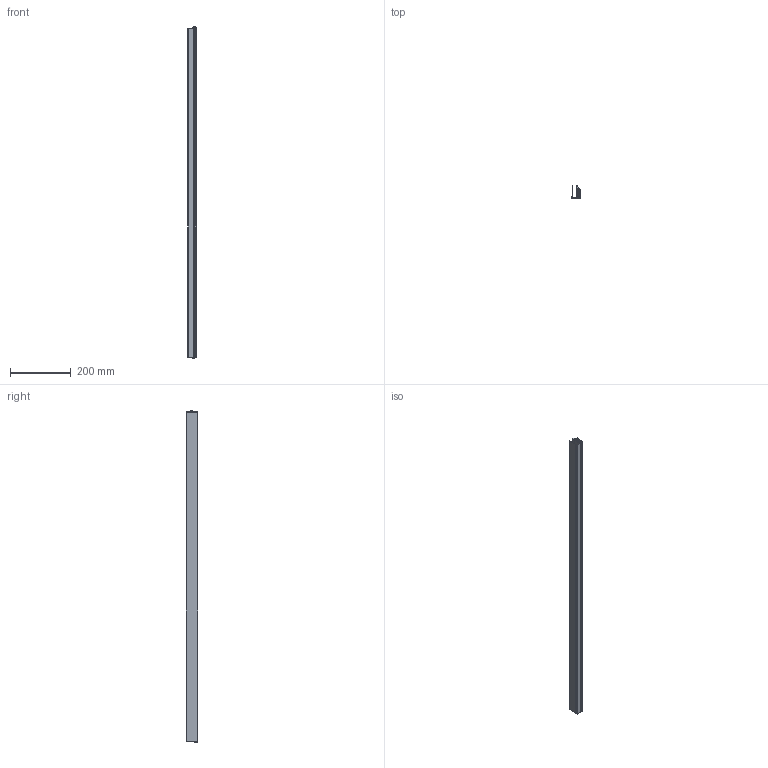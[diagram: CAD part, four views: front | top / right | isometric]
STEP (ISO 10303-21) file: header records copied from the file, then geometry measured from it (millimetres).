
FILE_DESCRIPTION (( 'STEP AP203' ), '1' );
FILE_NAME ('kg-a12_schmal_1084.step', '2025-08-05T13:20:23', ( '' ), ( '' ), 'SwSTEP 2.0', 'SolidWorks 2023', '' );
FILE_SCHEMA (( 'CONFIG_CONTROL_DESIGN' ));
Length unit declared in the file: millimetre
Products named in the file (8): Aussengehäuse_WA_1084; Schutzprofil KG A12 schmal_1084; Abschlusskappe KG-S schmal - links B_1000883-Haube KG-S schmal li ohne Bohrung; Abschlusskappe KG-S schmal - rechts_1000883-Haube KG-S schmal li ohne Bohrung; Innengeometrie_WA_1084; M2.9x13; kg-a12_schmal_1084; Betätigungsteil_WA
Assembly tree (8 placements, depth 2):
  kg-a12_schmal_1084
    Schutzprofil KG A12 schmal_1084
    Aussengehäuse_WA_1084
    Betätigungsteil_WA
    Innengeometrie_WA_1084
    Abschlusskappe KG-S schmal - links B_1000883-Haube KG-S schmal li ohne Bohrung
    M2.9x13  x2
    Abschlusskappe KG-S schmal - rechts_1000883-Haube KG-S schmal li ohne Bohrung
Bounding box: 26.67 x 38 x 1094.05 mm (x, y, z)
Volume: 408968.9 mm3; surface area: 530921.4 mm2
Topology: 23 solids, 23 shells, 1303 faces, 3610 edges, 2390 vertices
Faces by surface type: plane 694, bspline 465, cylinder 98, cone 33, torus 13
Entity records: 57154 total; most frequent: CARTESIAN_POINT 26887, ORIENTED_EDGE 7024, DIRECTION 4331, EDGE_CURVE 3512, VERTEX_POINT 2334, VECTOR 2329, LINE 2329, EDGE_LOOP 1396
